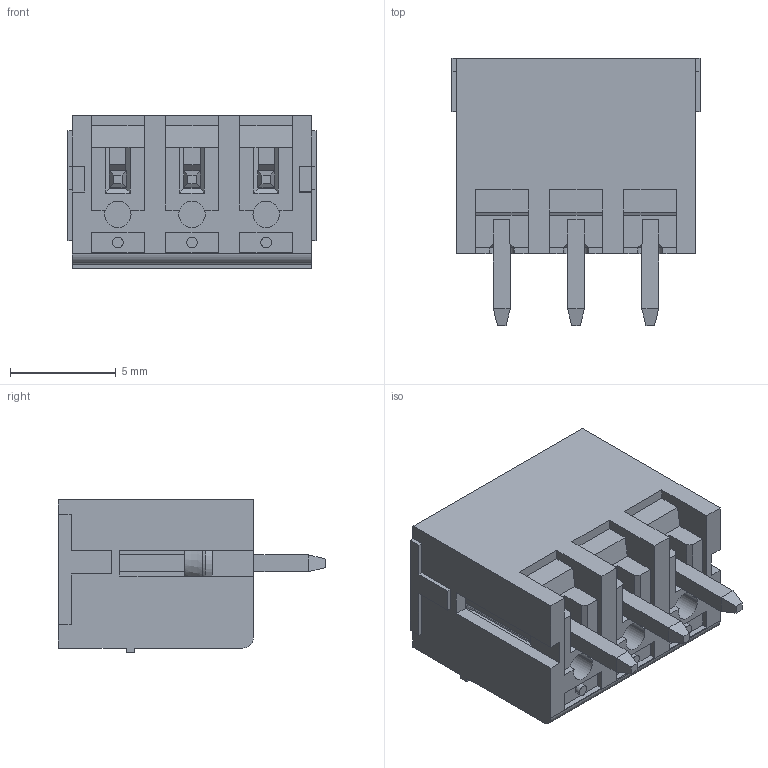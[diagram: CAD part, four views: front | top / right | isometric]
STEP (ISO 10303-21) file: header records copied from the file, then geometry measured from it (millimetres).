
FILE_DESCRIPTION (( 'STEP AP214' ), '1' );
FILE_NAME ('CUI_DEVICES_TBP03R2-350-03GR.step', '2021-12-16T01:25:16', ( '' ), ( '' ), 'SwSTEP 2.0', 'SolidWorks 2021', '' );
FILE_SCHEMA (( 'AUTOMOTIVE_DESIGN' ));
Length unit declared in the file: millimetre
Products named in the file (1): CUI_DEVICES_TBP03R2-350-03GR
Bounding box: 11.7 x 12.6 x 7.2 mm (x, y, z)
Volume: 351.7 mm3; surface area: 1116.5 mm2
Topology: 1 solids, 1 shells, 286 faces, 785 edges, 512 vertices
Faces by surface type: plane 243, cylinder 31, cone 12
Entity records: 9586 total; most frequent: CARTESIAN_POINT 1641, ORIENTED_EDGE 1570, DIRECTION 1430, EDGE_CURVE 785, LINE 684, VECTOR 684, VERTEX_POINT 512, AXIS2_PLACEMENT_3D 373
